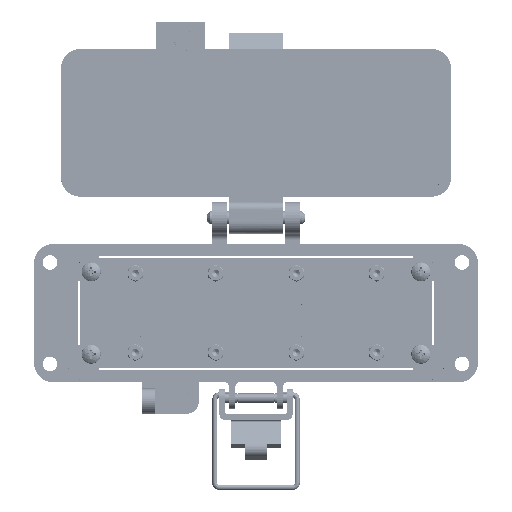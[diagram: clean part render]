
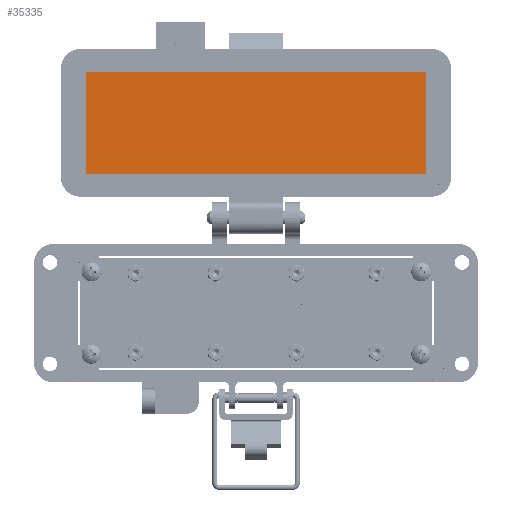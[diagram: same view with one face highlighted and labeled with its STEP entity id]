
A CAD part, top view. The second image highlights one B-rep face of the part: STEP entity #35335.
In plain terms, the highlighted planar face has unit normal (0, 0, 1).
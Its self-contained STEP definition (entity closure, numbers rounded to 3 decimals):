
#1221 = ORIENTED_EDGE ( 'NONE', *, *, #56379, .F. ) ;
#3271 = CARTESIAN_POINT ( 'NONE',  ( -53.75, 51.154, -25.55 ) ) ;
#3696 = EDGE_CURVE ( 'NONE', #50913, #60911, #9403, .T. ) ;
#6486 = CARTESIAN_POINT ( 'NONE',  ( 53.75, 83.154, -25.55 ) ) ;
#9403 = LINE ( 'NONE', #69230, #36888 ) ;
#10611 = EDGE_CURVE ( 'NONE', #66184, #53641, #10744, .T. ) ;
#10744 = LINE ( 'NONE', #23050, #32727 ) ;
#11363 = CARTESIAN_POINT ( 'NONE',  ( -8.5, 83.154, -25.55 ) ) ;
#16180 = DIRECTION ( 'NONE',  ( 0., -1., 0. ) ) ;
#18570 = VECTOR ( 'NONE', #43736, 1000. ) ;
#18790 = EDGE_LOOP ( 'NONE', ( #1221, #41472, #26424, #32094 ) ) ;
#19807 = LINE ( 'NONE', #62765, #42887 ) ;
#20996 = DIRECTION ( 'NONE',  ( 0., -1., 0. ) ) ;
#23050 = CARTESIAN_POINT ( 'NONE',  ( -53.75, 67.154, -25.55 ) ) ;
#23714 = DIRECTION ( 'NONE',  ( -1., 0., 0. ) ) ;
#24857 = EDGE_CURVE ( 'NONE', #60911, #66184, #19807, .T. ) ;
#26424 = ORIENTED_EDGE ( 'NONE', *, *, #24857, .F. ) ;
#32094 = ORIENTED_EDGE ( 'NONE', *, *, #3696, .F. ) ;
#32727 = VECTOR ( 'NONE', #53662, 1000. ) ;
#35335 = ADVANCED_FACE ( 'NONE', ( #53131 ), #65103, .T. ) ;
#36888 = VECTOR ( 'NONE', #20996, 1000. ) ;
#36960 = DIRECTION ( 'NONE',  ( 0., 0., 1. ) ) ;
#41472 = ORIENTED_EDGE ( 'NONE', *, *, #10611, .F. ) ;
#42887 = VECTOR ( 'NONE', #23714, 1000. ) ;
#42984 = CARTESIAN_POINT ( 'NONE',  ( 53.75, 51.154, -25.55 ) ) ;
#43596 = AXIS2_PLACEMENT_3D ( 'NONE', #48891, #36960, #16180 ) ;
#43736 = DIRECTION ( 'NONE',  ( 1., 0., 0. ) ) ;
#48891 = CARTESIAN_POINT ( 'NONE',  ( -8.5, 67.154, -25.55 ) ) ;
#50913 = VERTEX_POINT ( 'NONE', #6486 ) ;
#53131 = FACE_OUTER_BOUND ( 'NONE', #18790, .T. ) ;
#53641 = VERTEX_POINT ( 'NONE', #56530 ) ;
#53662 = DIRECTION ( 'NONE',  ( 0., 1., 0. ) ) ;
#56379 = EDGE_CURVE ( 'NONE', #53641, #50913, #63242, .T. ) ;
#56530 = CARTESIAN_POINT ( 'NONE',  ( -53.75, 83.154, -25.55 ) ) ;
#60911 = VERTEX_POINT ( 'NONE', #42984 ) ;
#62765 = CARTESIAN_POINT ( 'NONE',  ( 42., 51.154, -25.55 ) ) ;
#63242 = LINE ( 'NONE', #11363, #18570 ) ;
#65103 = PLANE ( 'NONE',  #43596 ) ;
#66184 = VERTEX_POINT ( 'NONE', #3271 ) ;
#69230 = CARTESIAN_POINT ( 'NONE',  ( 53.75, 67.154, -25.55 ) ) ;
